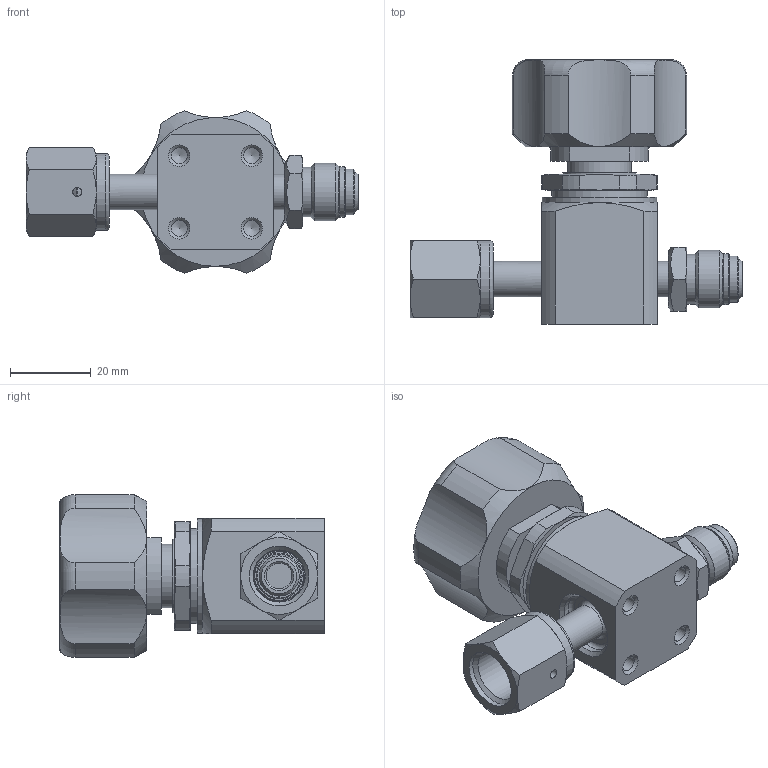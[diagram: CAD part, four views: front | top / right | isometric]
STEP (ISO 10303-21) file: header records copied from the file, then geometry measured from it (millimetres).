
FILE_DESCRIPTION(/* description */ (''),/* implementation_level */ '2;1');
FILE_NAME(/* name */ '945ISFSMF.stp',/* time_stamp */ '2018-02-09T22:27:21+06:00',/* author */ ('PV00476129'),/* organization */ (''),/* preprocessor_version */ 'ST-DEVELOPER v16.5',/* originating_system */ 'Autodesk Inventor 2017',/* authorisation */ '');
FILE_SCHEMA (('AUTOMOTIVE_DESIGN { 1 0 10303 214 3 1 1 }'));
Length unit declared in the file: inch
Products named in the file (1): 945ISFSMF
Bounding box: 82.26 x 65.53 x 40.29 mm (x, y, z)
Volume: 60774.4 mm3; surface area: 19591.1 mm2
Topology: 1 solids, 1 shells, 848 faces, 2197 edges, 1453 vertices
Faces by surface type: plane 457, bspline 247, cylinder 92, cone 44, torus 8
Full cylindrical faces by diameter (mm): 1.194 x1, 2.286 x2, 3.962 x4, 6.375 x2, 8.611 x2, 8.788 x2, 9.119 x1, 9.169 x1, 11.379 x2, 12.319 x1, 12.573 x2, 12.929 x1, 14.287 x1, 14.732 x1, 15.24 x2, 15.748 x1, 18.034 x1, 18.288 x1, 18.415 x2, 19.05 x1, 23.571 x1, 28.321 x1, 29.464 x2, 31.115 x1, 31.75 x1, 32.766 x1
Entity records: 27484 total; most frequent: CARTESIAN_POINT 8049, ORIENTED_EDGE 4190, DIRECTION 2960, EDGE_CURVE 2095, VERTEX_POINT 1429, LINE 1316, VECTOR 1316, EDGE_LOOP 1036
